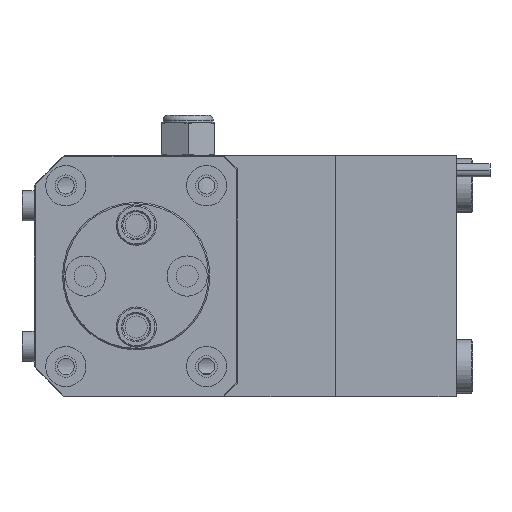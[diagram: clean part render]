
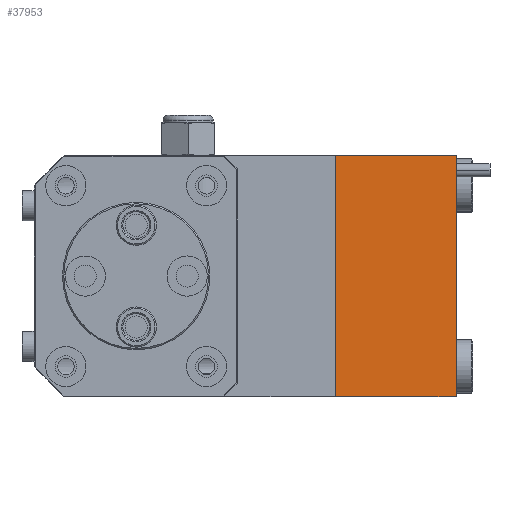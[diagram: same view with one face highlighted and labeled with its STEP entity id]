
A CAD part, left-side view. The second image highlights one B-rep face of the part: STEP entity #37953.
In plain terms, the highlighted face is planar.
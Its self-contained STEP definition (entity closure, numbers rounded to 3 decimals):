
#56 = CARTESIAN_POINT ( 'NONE',  ( 26., 0., -18. ) ) ;
#739 = ORIENTED_EDGE ( 'NONE', *, *, #5889, .T. ) ;
#4357 = CARTESIAN_POINT ( 'NONE',  ( 26., 0., 18. ) ) ;
#5889 = EDGE_CURVE ( 'NONE', #14983, #18942, #14397, .T. ) ;
#6077 = LINE ( 'NONE', #9305, #28493 ) ;
#8320 = DIRECTION ( 'NONE',  ( 0., -1., 0. ) ) ;
#8666 = LINE ( 'NONE', #8697, #26977 ) ;
#8697 = CARTESIAN_POINT ( 'NONE',  ( 26., 23.05, 18. ) ) ;
#9305 = CARTESIAN_POINT ( 'NONE',  ( 26., 23.05, -18. ) ) ;
#10729 = CARTESIAN_POINT ( 'NONE',  ( 26., 18., -18. ) ) ;
#13390 = EDGE_CURVE ( 'NONE', #16333, #18942, #6077, .T. ) ;
#14397 = LINE ( 'NONE', #36584, #20353 ) ;
#14983 = VERTEX_POINT ( 'NONE', #4357 ) ;
#15195 = EDGE_CURVE ( 'NONE', #34001, #14983, #8666, .T. ) ;
#15236 = CARTESIAN_POINT ( 'NONE',  ( 26., 18., 18. ) ) ;
#16333 = VERTEX_POINT ( 'NONE', #10729 ) ;
#17398 = ORIENTED_EDGE ( 'NONE', *, *, #23610, .F. ) ;
#18942 = VERTEX_POINT ( 'NONE', #56 ) ;
#19012 = ORIENTED_EDGE ( 'NONE', *, *, #13390, .F. ) ;
#20353 = VECTOR ( 'NONE', #21845, 1000. ) ;
#20947 = AXIS2_PLACEMENT_3D ( 'NONE', #31078, #30813, #30930 ) ;
#21845 = DIRECTION ( 'NONE',  ( 0., 0., -1. ) ) ;
#22368 = PLANE ( 'NONE',  #20947 ) ;
#23373 = VECTOR ( 'NONE', #30685, 1000. ) ;
#23610 = EDGE_CURVE ( 'NONE', #34001, #16333, #29317, .T. ) ;
#24296 = EDGE_LOOP ( 'NONE', ( #17398, #35521, #739, #19012 ) ) ;
#26977 = VECTOR ( 'NONE', #8320, 1000. ) ;
#28493 = VECTOR ( 'NONE', #35578, 1000. ) ;
#29317 = LINE ( 'NONE', #30550, #23373 ) ;
#30550 = CARTESIAN_POINT ( 'NONE',  ( 26., 18., 18. ) ) ;
#30685 = DIRECTION ( 'NONE',  ( 0., 0., -1. ) ) ;
#30813 = DIRECTION ( 'NONE',  ( -1., 0., 0. ) ) ;
#30930 = DIRECTION ( 'NONE',  ( 0., 0., 1. ) ) ;
#31078 = CARTESIAN_POINT ( 'NONE',  ( 26., 23.05, 18. ) ) ;
#34001 = VERTEX_POINT ( 'NONE', #15236 ) ;
#35521 = ORIENTED_EDGE ( 'NONE', *, *, #15195, .T. ) ;
#35578 = DIRECTION ( 'NONE',  ( 0., -1., 0. ) ) ;
#36584 = CARTESIAN_POINT ( 'NONE',  ( 26., 0., 18. ) ) ;
#37756 = FACE_OUTER_BOUND ( 'NONE', #24296, .T. ) ;
#37953 = ADVANCED_FACE ( 'NONE', ( #37756 ), #22368, .F. ) ;
